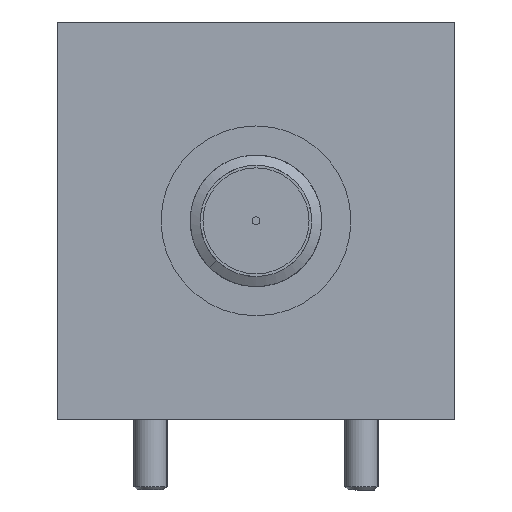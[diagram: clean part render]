
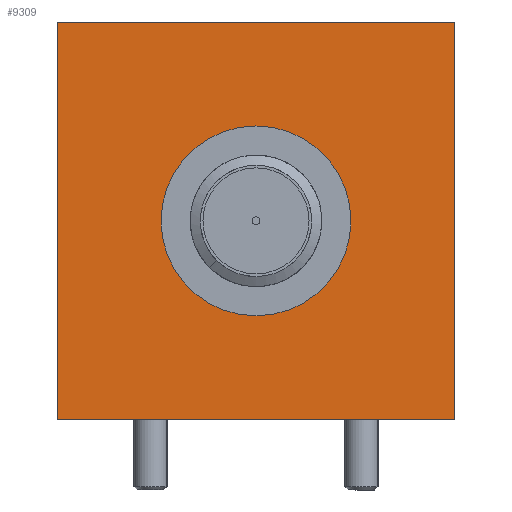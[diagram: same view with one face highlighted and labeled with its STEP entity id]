
A CAD part, left-side view. The second image highlights one B-rep face of the part: STEP entity #9309.
In plain terms, the highlighted planar face has unit normal (-1, 0, 0).
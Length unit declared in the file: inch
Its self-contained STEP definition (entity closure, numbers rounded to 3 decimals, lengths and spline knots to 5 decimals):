
#192 = DIRECTION ( 'NONE',  ( 0., -1., 0. ) ) ;
#330 = AXIS2_PLACEMENT_3D ( 'NONE', #4103, #6489, #16249 ) ;
#527 = VERTEX_POINT ( 'NONE', #14001 ) ;
#539 = LINE ( 'NONE', #7271, #11405 ) ;
#2616 = EDGE_CURVE ( 'NONE', #12942, #527, #13165, .T. ) ;
#3679 = LINE ( 'NONE', #24232, #21277 ) ;
#4070 = ORIENTED_EDGE ( 'NONE', *, *, #4739, .T. ) ;
#4103 = CARTESIAN_POINT ( 'NONE',  ( -2.11052, 0.62531, 0.38413 ) ) ;
#4468 = DIRECTION ( 'NONE',  ( -1., 0., 0. ) ) ;
#4739 = EDGE_CURVE ( 'NONE', #14003, #14055, #3679, .T. ) ;
#5415 = ORIENTED_EDGE ( 'NONE', *, *, #28549, .F. ) ;
#6074 = DIRECTION ( 'NONE',  ( 0., 0., 1. ) ) ;
#6087 = VERTEX_POINT ( 'NONE', #21889 ) ;
#6489 = DIRECTION ( 'NONE',  ( -1., 0., 0. ) ) ;
#6494 = LINE ( 'NONE', #30454, #15125 ) ;
#6929 = LINE ( 'NONE', #19251, #10685 ) ;
#7271 = CARTESIAN_POINT ( 'NONE',  ( -2.11052, 1.00031, 0.75913 ) ) ;
#9309 = ADVANCED_FACE ( 'NONE', ( #29738, #13610 ), #27856, .F. ) ;
#9311 = DIRECTION ( 'NONE',  ( 0., 0., 1. ) ) ;
#9318 = ORIENTED_EDGE ( 'NONE', *, *, #2616, .F. ) ;
#10685 = VECTOR ( 'NONE', #29135, 39.37008 ) ;
#11164 = ORIENTED_EDGE ( 'NONE', *, *, #29735, .F. ) ;
#11383 = CARTESIAN_POINT ( 'NONE',  ( -2.11052, 0.62531, 0.20513 ) ) ;
#11405 = VECTOR ( 'NONE', #192, 39.37008 ) ;
#12942 = VERTEX_POINT ( 'NONE', #11383 ) ;
#13165 = CIRCLE ( 'NONE', #21992, 0.179 ) ;
#13424 = EDGE_CURVE ( 'NONE', #14055, #6087, #6929, .T. ) ;
#13610 = FACE_OUTER_BOUND ( 'NONE', #26523, .T. ) ;
#13696 = CARTESIAN_POINT ( 'NONE',  ( -2.11052, 1.00031, 0.75913 ) ) ;
#14001 = CARTESIAN_POINT ( 'NONE',  ( -2.11052, 0.62531, 0.56313 ) ) ;
#14003 = VERTEX_POINT ( 'NONE', #20409 ) ;
#14055 = VERTEX_POINT ( 'NONE', #29888 ) ;
#15125 = VECTOR ( 'NONE', #6074, 39.37008 ) ;
#16249 = DIRECTION ( 'NONE',  ( 0., 0., 1. ) ) ;
#16744 = EDGE_LOOP ( 'NONE', ( #11164, #9318 ) ) ;
#18513 = CARTESIAN_POINT ( 'NONE',  ( -2.11052, 1.00031, 0.75913 ) ) ;
#19251 = CARTESIAN_POINT ( 'NONE',  ( -2.11052, 0.25031, 0.75913 ) ) ;
#19262 = CIRCLE ( 'NONE', #330, 0.179 ) ;
#20409 = CARTESIAN_POINT ( 'NONE',  ( -2.11052, 1.00031, 0.00913 ) ) ;
#20860 = VERTEX_POINT ( 'NONE', #18513 ) ;
#21277 = VECTOR ( 'NONE', #28979, 39.37008 ) ;
#21889 = CARTESIAN_POINT ( 'NONE',  ( -2.11052, 0.25031, 0.75913 ) ) ;
#21992 = AXIS2_PLACEMENT_3D ( 'NONE', #25997, #4468, #9311 ) ;
#23528 = AXIS2_PLACEMENT_3D ( 'NONE', #13696, #25554, #30497 ) ;
#24232 = CARTESIAN_POINT ( 'NONE',  ( -2.11052, 1.00031, 0.00913 ) ) ;
#25554 = DIRECTION ( 'NONE',  ( 1., 0., 0. ) ) ;
#25997 = CARTESIAN_POINT ( 'NONE',  ( -2.11052, 0.62531, 0.38413 ) ) ;
#26523 = EDGE_LOOP ( 'NONE', ( #29650, #28038, #5415, #4070 ) ) ;
#27856 = PLANE ( 'NONE',  #23528 ) ;
#28038 = ORIENTED_EDGE ( 'NONE', *, *, #29508, .F. ) ;
#28549 = EDGE_CURVE ( 'NONE', #14003, #20860, #6494, .T. ) ;
#28979 = DIRECTION ( 'NONE',  ( 0., -1., 0. ) ) ;
#29135 = DIRECTION ( 'NONE',  ( 0., 0., 1. ) ) ;
#29508 = EDGE_CURVE ( 'NONE', #20860, #6087, #539, .T. ) ;
#29650 = ORIENTED_EDGE ( 'NONE', *, *, #13424, .T. ) ;
#29735 = EDGE_CURVE ( 'NONE', #527, #12942, #19262, .T. ) ;
#29738 = FACE_BOUND ( 'NONE', #16744, .T. ) ;
#29888 = CARTESIAN_POINT ( 'NONE',  ( -2.11052, 0.25031, 0.00913 ) ) ;
#30454 = CARTESIAN_POINT ( 'NONE',  ( -2.11052, 1.00031, 0.75913 ) ) ;
#30497 = DIRECTION ( 'NONE',  ( 0., 0., -1. ) ) ;
